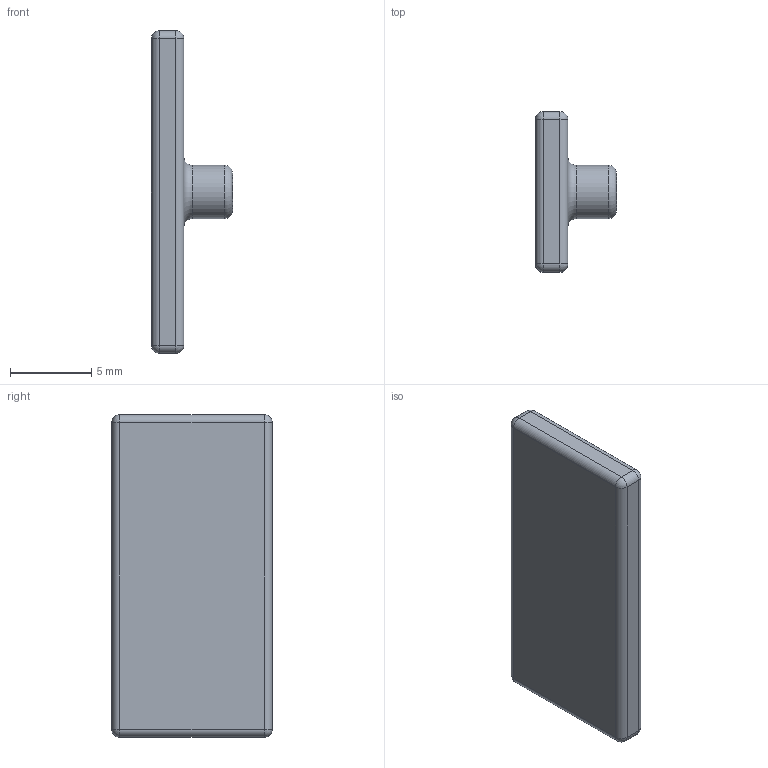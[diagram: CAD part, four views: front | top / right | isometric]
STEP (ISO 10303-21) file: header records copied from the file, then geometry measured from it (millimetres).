
FILE_DESCRIPTION(/* description */ (''),/* implementation_level */ '2;1');
FILE_NAME(/* name */ '10x20-sample-bottom-V1.stp',/* time_stamp */ '2018-09-09T10:37:18+02:00',/* author */ ('voigt'),/* organization */ (''),/* preprocessor_version */ 'ST-DEVELOPER v16.1',/* originating_system */ 'Autodesk Inventor 2016',/* authorisation */ '');
FILE_SCHEMA (('AUTOMOTIVE_DESIGN { 1 0 10303 214 3 1 1 }'));
Length unit declared in the file: millimetre
Products named in the file (1): 10x20-sample-bottom-V1
Bounding box: 5 x 9.9 x 19.9 mm (x, y, z)
Volume: 413.1 mm3; surface area: 512.3 mm2
Topology: 1 solids, 1 shells, 30 faces, 55 edges, 28 vertices
Faces by surface type: cylinder 13, sphere 8, plane 7, torus 2
Full cylindrical faces by diameter (mm): 3.3 x1
Entity records: 728 total; most frequent: DIRECTION 142, CARTESIAN_POINT 111, ORIENTED_EDGE 104, AXIS2_PLACEMENT_3D 59, EDGE_CURVE 52, EDGE_LOOP 34, FACE_OUTER_BOUND 30, ADVANCED_FACE 30
